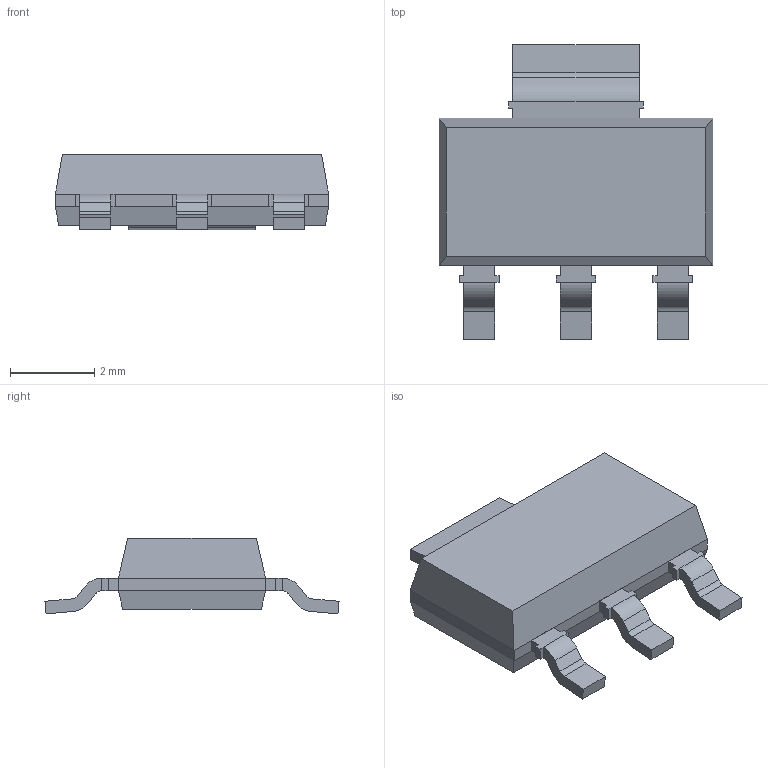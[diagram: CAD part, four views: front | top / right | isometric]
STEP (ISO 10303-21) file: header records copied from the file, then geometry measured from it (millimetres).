
FILE_DESCRIPTION(/* description */ (''),/* implementation_level */ '2;1');
FILE_NAME(/* name */ 'NCP1117ST33T3G.step',/* time_stamp */ '2023-04-26T12:31:07-07:00',/* author */ (''),/* organization */ (''),/* preprocessor_version */ 'ST-DEVELOPER v19.2',/* originating_system */ 'Autodesk Translation Framework v12.4.0.73',/* authorisation */ '');
FILE_SCHEMA (('AUTOMOTIVE_DESIGN { 1 0 10303 214 3 1 1 }'));
Length unit declared in the file: millimetre
Products named in the file (1): NCP1117ST33T3G
Bounding box: 6.5 x 7 x 1.8 mm (x, y, z)
Volume: 39.2 mm3; surface area: 102 mm2
Topology: 5 solids, 5 shells, 102 faces, 252 edges, 160 vertices
Faces by surface type: plane 86, cylinder 16
Entity records: 2999 total; most frequent: CARTESIAN_POINT 515, ORIENTED_EDGE 504, DIRECTION 490, EDGE_CURVE 252, LINE 220, VECTOR 220, VERTEX_POINT 160, AXIS2_PLACEMENT_3D 135
